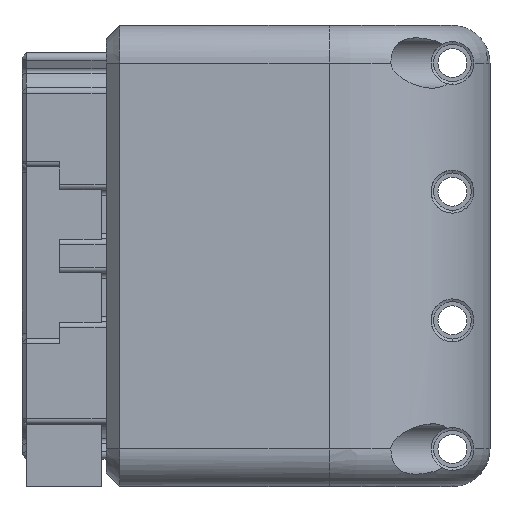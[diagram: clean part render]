
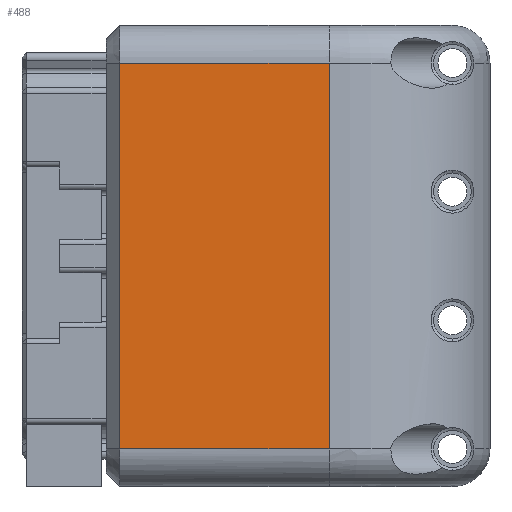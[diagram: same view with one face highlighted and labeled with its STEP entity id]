
A CAD part, front view. The second image highlights one B-rep face of the part: STEP entity #488.
In plain terms, the highlighted planar face has unit normal (0, -1, 0).
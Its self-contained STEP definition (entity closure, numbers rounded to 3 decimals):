
#488=ADVANCED_FACE('',(#876),#3775,.T.);
#876=FACE_OUTER_BOUND('',#1296,.F.);
#1296=EDGE_LOOP('',(#2613,#2614,#2615,#2616));
#2613=ORIENTED_EDGE('',*,*,#5448,.T.);
#2614=ORIENTED_EDGE('',*,*,#5452,.F.);
#2615=ORIENTED_EDGE('',*,*,#5435,.F.);
#2616=ORIENTED_EDGE('',*,*,#5336,.T.);
#3775=PLANE('',#8457);
#5336=EDGE_CURVE('',#7386,#7395,#6172,.T.);
#5435=EDGE_CURVE('',#7386,#7410,#6183,.T.);
#5448=EDGE_CURVE('',#7395,#7407,#6192,.T.);
#5452=EDGE_CURVE('',#7410,#7407,#6196,.T.);
#6172=LINE('',#12515,#6854);
#6183=LINE('',#13002,#6865);
#6192=LINE('',#13015,#6874);
#6196=LINE('',#13019,#6878);
#6854=VECTOR('',#9553,36.);
#6865=VECTOR('',#9680,19.55);
#6874=VECTOR('',#9697,19.55);
#6878=VECTOR('',#9701,36.);
#7386=VERTEX_POINT('',#11111);
#7395=VERTEX_POINT('',#11120);
#7407=VERTEX_POINT('',#11132);
#7410=VERTEX_POINT('',#11135);
#8457=AXIS2_PLACEMENT_3D('',#13551,#10464,#10465);
#9553=DIRECTION('',(0.,0.,1.));
#9680=DIRECTION('',(1.,0.,0.));
#9697=DIRECTION('',(1.,0.,0.));
#9701=DIRECTION('',(0.,0.,1.));
#10464=DIRECTION('',(0.,-1.,0.));
#10465=DIRECTION('',(0.,0.,1.));
#11111=CARTESIAN_POINT('',(60.115,-21.5,-18.));
#11120=CARTESIAN_POINT('',(60.115,-21.5,18.));
#11132=CARTESIAN_POINT('',(79.665,-21.5,18.));
#11135=CARTESIAN_POINT('',(79.665,-21.5,-18.));
#12515=CARTESIAN_POINT('',(60.115,-21.5,-18.));
#13002=CARTESIAN_POINT('',(60.115,-21.5,-18.));
#13015=CARTESIAN_POINT('',(60.115,-21.5,18.));
#13019=CARTESIAN_POINT('',(79.665,-21.5,-18.));
#13551=CARTESIAN_POINT('',(94.665,-21.5,-21.5));
